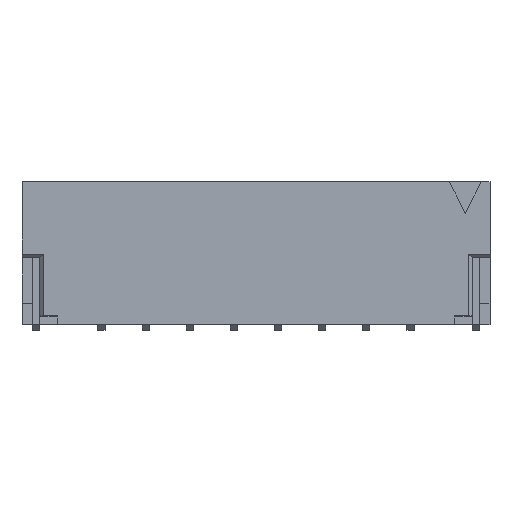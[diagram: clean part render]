
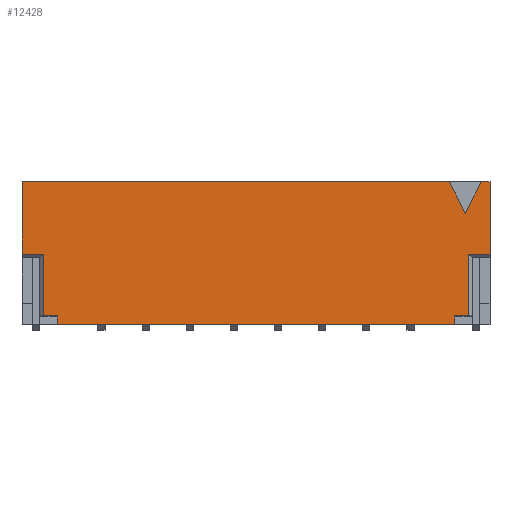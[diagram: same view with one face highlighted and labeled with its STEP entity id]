
A CAD part, top view. The second image highlights one B-rep face of the part: STEP entity #12428.
In plain terms, the highlighted planar face has unit normal (0, 0, 1).
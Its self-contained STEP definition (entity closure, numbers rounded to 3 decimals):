
#97 = VECTOR ( 'NONE', #2902, 1000. ) ;
#216 = VECTOR ( 'NONE', #4312, 1000. ) ;
#599 = CARTESIAN_POINT ( 'NONE',  ( -4.875, 0.25, 2.475 ) ) ;
#848 = PLANE ( 'NONE',  #7154 ) ;
#973 = VECTOR ( 'NONE', #11029, 1000. ) ;
#1178 = CARTESIAN_POINT ( 'NONE',  ( -5.375, 4.05, 2.475 ) ) ;
#1395 = DIRECTION ( 'NONE',  ( 0.447, 0.894, 0. ) ) ;
#1398 = LINE ( 'NONE', #5962, #13350 ) ;
#1468 = LINE ( 'NONE', #11656, #10053 ) ;
#1540 = CARTESIAN_POINT ( 'NONE',  ( -4.775, 2., 2.475 ) ) ;
#1741 = VERTEX_POINT ( 'NONE', #4121 ) ;
#1794 = LINE ( 'NONE', #6355, #14555 ) ;
#1968 = CARTESIAN_POINT ( 'NONE',  ( 7.375, 0.25, 2.475 ) ) ;
#1976 = VERTEX_POINT ( 'NONE', #4655 ) ;
#2127 = EDGE_CURVE ( 'NONE', #13405, #7821, #5158, .T. ) ;
#2208 = DIRECTION ( 'NONE',  ( 1., 0., 0. ) ) ;
#2231 = DIRECTION ( 'NONE',  ( 0., -1., 0. ) ) ;
#2259 = FACE_OUTER_BOUND ( 'NONE', #6152, .T. ) ;
#2472 = ORIENTED_EDGE ( 'NONE', *, *, #11543, .F. ) ;
#2902 = DIRECTION ( 'NONE',  ( 0., 1., 0. ) ) ;
#3137 = LINE ( 'NONE', #1968, #973 ) ;
#3174 = DIRECTION ( 'NONE',  ( 0.447, -0.894, 0. ) ) ;
#3185 = CARTESIAN_POINT ( 'NONE',  ( -4.775, 1.9, 2.475 ) ) ;
#3186 = ORIENTED_EDGE ( 'NONE', *, *, #5017, .F. ) ;
#3202 = CARTESIAN_POINT ( 'NONE',  ( -7.875, 4.05, 2.475 ) ) ;
#3222 = DIRECTION ( 'NONE',  ( -1., 0., 0. ) ) ;
#3604 = ORIENTED_EDGE ( 'NONE', *, *, #8368, .T. ) ;
#3757 = CARTESIAN_POINT ( 'NONE',  ( 6.875, 0., 2.475 ) ) ;
#3902 = EDGE_CURVE ( 'NONE', #4487, #9411, #13520, .T. ) ;
#3996 = VERTEX_POINT ( 'NONE', #12828 ) ;
#4005 = CARTESIAN_POINT ( 'NONE',  ( 7.275, 1.9, 2.475 ) ) ;
#4064 = EDGE_CURVE ( 'NONE', #7821, #3996, #6522, .T. ) ;
#4121 = CARTESIAN_POINT ( 'NONE',  ( 7.175, 3.15, 2.475 ) ) ;
#4186 = VECTOR ( 'NONE', #5012, 1000. ) ;
#4251 = CARTESIAN_POINT ( 'NONE',  ( -5.375, 4.05, 2.475 ) ) ;
#4276 = VERTEX_POINT ( 'NONE', #5777 ) ;
#4282 = CARTESIAN_POINT ( 'NONE',  ( 7.175, 3.15, 2.475 ) ) ;
#4312 = DIRECTION ( 'NONE',  ( 0., -1., 0. ) ) ;
#4387 = EDGE_CURVE ( 'NONE', #9254, #9045, #14611, .T. ) ;
#4456 = VECTOR ( 'NONE', #3174, 1000. ) ;
#4487 = VERTEX_POINT ( 'NONE', #8302 ) ;
#4655 = CARTESIAN_POINT ( 'NONE',  ( 7.875, 4.05, 2.475 ) ) ;
#4680 = LINE ( 'NONE', #9247, #5023 ) ;
#5012 = DIRECTION ( 'NONE',  ( 1., 0., 0. ) ) ;
#5017 = EDGE_CURVE ( 'NONE', #4276, #1976, #6465, .T. ) ;
#5023 = VECTOR ( 'NONE', #13302, 1000. ) ;
#5126 = VERTEX_POINT ( 'NONE', #13358 ) ;
#5158 = LINE ( 'NONE', #4005, #97 ) ;
#5251 = VERTEX_POINT ( 'NONE', #3757 ) ;
#5353 = CARTESIAN_POINT ( 'NONE',  ( -4.375, 0., 2.475 ) ) ;
#5419 = ORIENTED_EDGE ( 'NONE', *, *, #13508, .F. ) ;
#5538 = DIRECTION ( 'NONE',  ( 1., 0., 0. ) ) ;
#5755 = LINE ( 'NONE', #10341, #5922 ) ;
#5777 = CARTESIAN_POINT ( 'NONE',  ( 7.625, 4.05, 2.475 ) ) ;
#5922 = VECTOR ( 'NONE', #2231, 1000. ) ;
#5962 = CARTESIAN_POINT ( 'NONE',  ( -7.875, 0., 2.475 ) ) ;
#6071 = EDGE_CURVE ( 'NONE', #4487, #5126, #8394, .T. ) ;
#6152 = EDGE_LOOP ( 'NONE', ( #12055, #2472, #11930, #14190, #10467, #12463, #3186, #5419, #9819, #9710, #3604, #9350, #14543, #10253, #6567 ) ) ;
#6264 = EDGE_CURVE ( 'NONE', #5126, #9176, #5755, .T. ) ;
#6316 = VECTOR ( 'NONE', #14439, 1000. ) ;
#6355 = CARTESIAN_POINT ( 'NONE',  ( 6.875, 0., 2.475 ) ) ;
#6465 = LINE ( 'NONE', #9920, #14130 ) ;
#6522 = LINE ( 'NONE', #10814, #14195 ) ;
#6567 = ORIENTED_EDGE ( 'NONE', *, *, #6264, .T. ) ;
#7154 = AXIS2_PLACEMENT_3D ( 'NONE', #8929, #14782, #3222 ) ;
#7578 = DIRECTION ( 'NONE',  ( 1., 0., 0. ) ) ;
#7772 = CARTESIAN_POINT ( 'NONE',  ( 6.875, 0.25, 2.475 ) ) ;
#7821 = VERTEX_POINT ( 'NONE', #12845 ) ;
#8302 = CARTESIAN_POINT ( 'NONE',  ( -4.775, 0.25, 2.475 ) ) ;
#8361 = EDGE_CURVE ( 'NONE', #13405, #11687, #3137, .T. ) ;
#8368 = EDGE_CURVE ( 'NONE', #9254, #9898, #10952, .T. ) ;
#8394 = LINE ( 'NONE', #599, #4186 ) ;
#8561 = DIRECTION ( 'NONE',  ( 1., 0., 0. ) ) ;
#8619 = VECTOR ( 'NONE', #11466, 1000. ) ;
#8929 = CARTESIAN_POINT ( 'NONE',  ( -7.875, 4.05, 2.475 ) ) ;
#9030 = LINE ( 'NONE', #4282, #4456 ) ;
#9045 = VERTEX_POINT ( 'NONE', #10631 ) ;
#9176 = VERTEX_POINT ( 'NONE', #5353 ) ;
#9247 = CARTESIAN_POINT ( 'NONE',  ( 10.375, 2., 2.475 ) ) ;
#9254 = VERTEX_POINT ( 'NONE', #1178 ) ;
#9293 = EDGE_CURVE ( 'NONE', #9045, #1741, #9030, .T. ) ;
#9350 = ORIENTED_EDGE ( 'NONE', *, *, #13390, .F. ) ;
#9411 = VERTEX_POINT ( 'NONE', #1540 ) ;
#9710 = ORIENTED_EDGE ( 'NONE', *, *, #4387, .F. ) ;
#9819 = ORIENTED_EDGE ( 'NONE', *, *, #9293, .F. ) ;
#9898 = VERTEX_POINT ( 'NONE', #12205 ) ;
#9920 = CARTESIAN_POINT ( 'NONE',  ( -7.875, 4.05, 2.475 ) ) ;
#10053 = VECTOR ( 'NONE', #1395, 1000. ) ;
#10253 = ORIENTED_EDGE ( 'NONE', *, *, #6071, .T. ) ;
#10341 = CARTESIAN_POINT ( 'NONE',  ( -4.375, 0., 2.475 ) ) ;
#10467 = ORIENTED_EDGE ( 'NONE', *, *, #4064, .T. ) ;
#10616 = CARTESIAN_POINT ( 'NONE',  ( 7.275, 0.25, 2.475 ) ) ;
#10631 = CARTESIAN_POINT ( 'NONE',  ( 6.725, 4.05, 2.475 ) ) ;
#10814 = CARTESIAN_POINT ( 'NONE',  ( -7.875, 2., 2.475 ) ) ;
#10865 = DIRECTION ( 'NONE',  ( 0., -1., 0. ) ) ;
#10952 = LINE ( 'NONE', #4251, #8619 ) ;
#11029 = DIRECTION ( 'NONE',  ( -1., 0., 0. ) ) ;
#11112 = EDGE_CURVE ( 'NONE', #1976, #3996, #14753, .T. ) ;
#11466 = DIRECTION ( 'NONE',  ( 0., -1., 0. ) ) ;
#11543 = EDGE_CURVE ( 'NONE', #11687, #5251, #1794, .T. ) ;
#11656 = CARTESIAN_POINT ( 'NONE',  ( 7.625, 4.05, 2.475 ) ) ;
#11687 = VERTEX_POINT ( 'NONE', #7772 ) ;
#11859 = EDGE_CURVE ( 'NONE', #9176, #5251, #1398, .T. ) ;
#11930 = ORIENTED_EDGE ( 'NONE', *, *, #8361, .F. ) ;
#12055 = ORIENTED_EDGE ( 'NONE', *, *, #11859, .T. ) ;
#12205 = CARTESIAN_POINT ( 'NONE',  ( -5.375, 2., 2.475 ) ) ;
#12428 = ADVANCED_FACE ( 'NONE', ( #2259 ), #848, .F. ) ;
#12463 = ORIENTED_EDGE ( 'NONE', *, *, #11112, .F. ) ;
#12828 = CARTESIAN_POINT ( 'NONE',  ( 7.875, 2., 2.475 ) ) ;
#12845 = CARTESIAN_POINT ( 'NONE',  ( 7.275, 2., 2.475 ) ) ;
#13302 = DIRECTION ( 'NONE',  ( -1., 0., 0. ) ) ;
#13350 = VECTOR ( 'NONE', #2208, 1000. ) ;
#13358 = CARTESIAN_POINT ( 'NONE',  ( -4.375, 0.25, 2.475 ) ) ;
#13390 = EDGE_CURVE ( 'NONE', #9411, #9898, #4680, .T. ) ;
#13405 = VERTEX_POINT ( 'NONE', #10616 ) ;
#13508 = EDGE_CURVE ( 'NONE', #1741, #4276, #1468, .T. ) ;
#13520 = LINE ( 'NONE', #3185, #6316 ) ;
#14130 = VECTOR ( 'NONE', #7578, 1000. ) ;
#14190 = ORIENTED_EDGE ( 'NONE', *, *, #2127, .T. ) ;
#14195 = VECTOR ( 'NONE', #8561, 1000. ) ;
#14408 = VECTOR ( 'NONE', #5538, 1000. ) ;
#14439 = DIRECTION ( 'NONE',  ( 0., 1., 0. ) ) ;
#14543 = ORIENTED_EDGE ( 'NONE', *, *, #3902, .F. ) ;
#14555 = VECTOR ( 'NONE', #10865, 1000. ) ;
#14611 = LINE ( 'NONE', #3202, #14408 ) ;
#14678 = CARTESIAN_POINT ( 'NONE',  ( 7.875, 4.05, 2.475 ) ) ;
#14753 = LINE ( 'NONE', #14678, #216 ) ;
#14782 = DIRECTION ( 'NONE',  ( 0., 0., -1. ) ) ;
